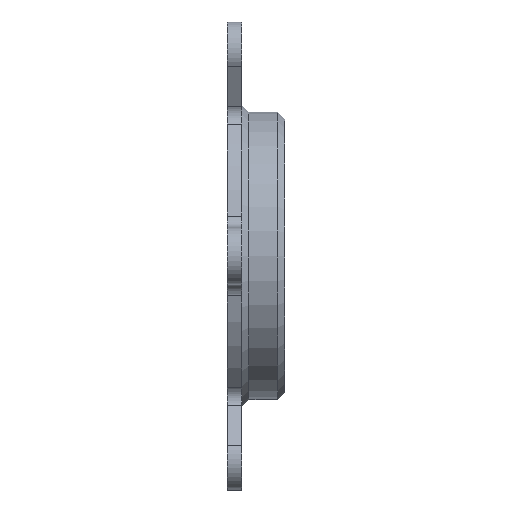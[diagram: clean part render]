
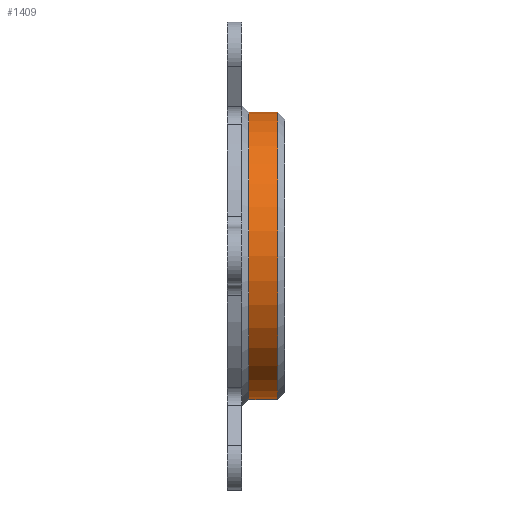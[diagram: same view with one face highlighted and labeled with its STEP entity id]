
A CAD part, left-side view. The second image highlights one B-rep face of the part: STEP entity #1409.
In plain terms, the highlighted cylindrical face has radius 20 mm (diameter 40 mm), a partial arc.
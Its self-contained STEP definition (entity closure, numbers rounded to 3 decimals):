
#82 = LINE ( 'NONE', #122, #660 ) ;
#122 = CARTESIAN_POINT ( 'NONE',  ( 0., -6., -20. ) ) ;
#308 = VERTEX_POINT ( 'NONE', #3583 ) ;
#349 = CIRCLE ( 'NONE', #1532, 20. ) ;
#413 = CARTESIAN_POINT ( 'NONE',  ( 0., -1., 0. ) ) ;
#436 = VERTEX_POINT ( 'NONE', #1247 ) ;
#508 = VERTEX_POINT ( 'NONE', #1264 ) ;
#646 = VERTEX_POINT ( 'NONE', #3289 ) ;
#660 = VECTOR ( 'NONE', #2738, 1000. ) ;
#815 = DIRECTION ( 'NONE',  ( 0., 1., 0. ) ) ;
#853 = CARTESIAN_POINT ( 'NONE',  ( 0., -5., 0. ) ) ;
#1247 = CARTESIAN_POINT ( 'NONE',  ( 0., -5., 20. ) ) ;
#1252 = DIRECTION ( 'NONE',  ( 0., -1., 0. ) ) ;
#1264 = CARTESIAN_POINT ( 'NONE',  ( 0., -1., 20. ) ) ;
#1379 = FACE_OUTER_BOUND ( 'NONE', #3601, .T. ) ;
#1400 = DIRECTION ( 'NONE',  ( 0., 0., -1. ) ) ;
#1409 = ADVANCED_FACE ( 'NONE', ( #1379 ), #3489, .T. ) ;
#1532 = AXIS2_PLACEMENT_3D ( 'NONE', #413, #1252, #3318 ) ;
#1901 = CIRCLE ( 'NONE', #3084, 20. ) ;
#2149 = AXIS2_PLACEMENT_3D ( 'NONE', #2579, #815, #3769 ) ;
#2242 = DIRECTION ( 'NONE',  ( 0., 1., 0. ) ) ;
#2297 = ORIENTED_EDGE ( 'NONE', *, *, #2407, .T. ) ;
#2407 = EDGE_CURVE ( 'NONE', #508, #646, #349, .T. ) ;
#2408 = ORIENTED_EDGE ( 'NONE', *, *, #2499, .F. ) ;
#2499 = EDGE_CURVE ( 'NONE', #308, #646, #82, .T. ) ;
#2535 = CARTESIAN_POINT ( 'NONE',  ( 0., -6., 20. ) ) ;
#2579 = CARTESIAN_POINT ( 'NONE',  ( 0., -6., 0. ) ) ;
#2738 = DIRECTION ( 'NONE',  ( 0., 1., 0. ) ) ;
#2744 = ORIENTED_EDGE ( 'NONE', *, *, #3362, .T. ) ;
#3071 = LINE ( 'NONE', #2535, #3680 ) ;
#3084 = AXIS2_PLACEMENT_3D ( 'NONE', #853, #3232, #1400 ) ;
#3115 = EDGE_CURVE ( 'NONE', #308, #436, #1901, .T. ) ;
#3221 = ORIENTED_EDGE ( 'NONE', *, *, #3115, .T. ) ;
#3232 = DIRECTION ( 'NONE',  ( 0., 1., 0. ) ) ;
#3289 = CARTESIAN_POINT ( 'NONE',  ( 0., -1., -20. ) ) ;
#3318 = DIRECTION ( 'NONE',  ( 0., 0., 1. ) ) ;
#3362 = EDGE_CURVE ( 'NONE', #436, #508, #3071, .T. ) ;
#3489 = CYLINDRICAL_SURFACE ( 'NONE', #2149, 20. ) ;
#3583 = CARTESIAN_POINT ( 'NONE',  ( 0., -5., -20. ) ) ;
#3601 = EDGE_LOOP ( 'NONE', ( #2408, #3221, #2744, #2297 ) ) ;
#3680 = VECTOR ( 'NONE', #2242, 1000. ) ;
#3769 = DIRECTION ( 'NONE',  ( 0., 0., 1. ) ) ;
